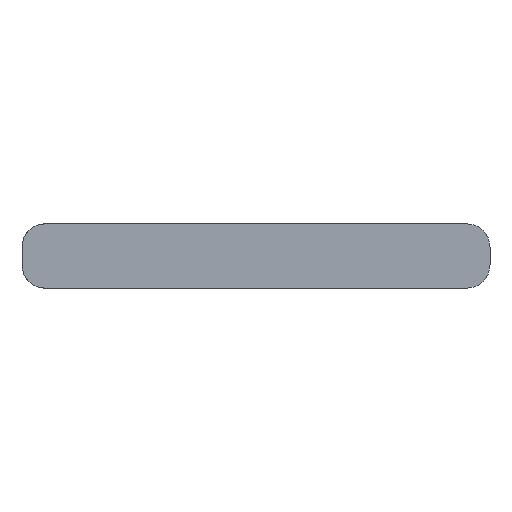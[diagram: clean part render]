
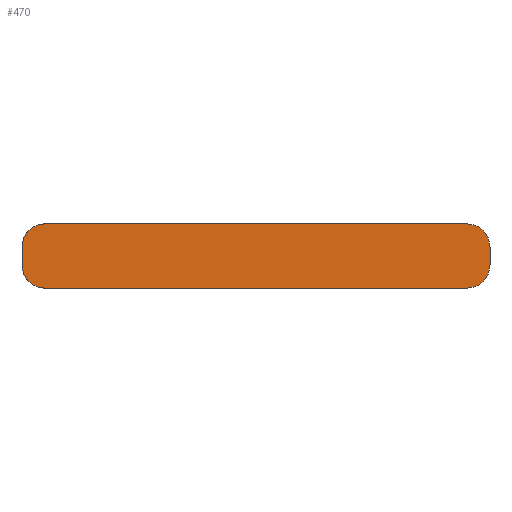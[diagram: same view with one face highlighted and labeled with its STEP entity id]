
A CAD part, front view. The second image highlights one B-rep face of the part: STEP entity #470.
In plain terms, the highlighted planar face has unit normal (0, -1, 0).
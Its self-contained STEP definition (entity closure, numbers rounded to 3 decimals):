
#95=CIRCLE('',#510,1.);
#97=CIRCLE('',#519,1.);
#98=CIRCLE('',#522,1.);
#99=CIRCLE('',#523,1.);
#166=ORIENTED_EDGE('',*,*,#240,.T.);
#167=ORIENTED_EDGE('',*,*,#274,.T.);
#168=ORIENTED_EDGE('',*,*,#270,.T.);
#169=ORIENTED_EDGE('',*,*,#275,.T.);
#170=ORIENTED_EDGE('',*,*,#252,.T.);
#171=ORIENTED_EDGE('',*,*,#269,.T.);
#172=ORIENTED_EDGE('',*,*,#232,.T.);
#173=ORIENTED_EDGE('',*,*,#263,.T.);
#232=EDGE_CURVE('',#293,#292,#332,.T.);
#240=EDGE_CURVE('',#301,#300,#339,.T.);
#252=EDGE_CURVE('',#313,#312,#349,.T.);
#263=EDGE_CURVE('',#292,#301,#95,.T.);
#269=EDGE_CURVE('',#312,#293,#97,.T.);
#270=EDGE_CURVE('',#318,#319,#354,.T.);
#274=EDGE_CURVE('',#300,#318,#98,.T.);
#275=EDGE_CURVE('',#319,#313,#99,.T.);
#292=VERTEX_POINT('',#733);
#293=VERTEX_POINT('',#735);
#300=VERTEX_POINT('',#750);
#301=VERTEX_POINT('',#752);
#312=VERTEX_POINT('',#775);
#313=VERTEX_POINT('',#777);
#318=VERTEX_POINT('',#807);
#319=VERTEX_POINT('',#808);
#332=LINE('',#734,#372);
#339=LINE('',#751,#379);
#349=LINE('',#776,#389);
#354=LINE('',#806,#394);
#372=VECTOR('',#569,1000.);
#379=VECTOR('',#580,1000.);
#389=VECTOR('',#596,1000.);
#394=VECTOR('',#641,1000.);
#414=EDGE_LOOP('',(#166,#167,#168,#169,#170,#171,#172,#173));
#436=FACE_BOUND('',#414,.T.);
#452=PLANE('',#521);
#470=ADVANCED_FACE('',(#436),#452,.T.);
#510=AXIS2_PLACEMENT_3D('',#795,#619,#620);
#519=AXIS2_PLACEMENT_3D('',#804,#637,#638);
#521=AXIS2_PLACEMENT_3D('',#814,#645,#646);
#522=AXIS2_PLACEMENT_3D('',#815,#647,#648);
#523=AXIS2_PLACEMENT_3D('',#816,#649,#650);
#569=DIRECTION('',(0.,0.,-1.));
#580=DIRECTION('',(1.,0.,0.));
#596=DIRECTION('',(-1.,0.,0.));
#619=DIRECTION('',(0.,-1.,0.));
#620=DIRECTION('',(0.,0.,-1.));
#637=DIRECTION('',(0.,-1.,0.));
#638=DIRECTION('',(0.,0.,-1.));
#641=DIRECTION('',(0.,0.,1.));
#645=DIRECTION('',(0.,-1.,0.));
#646=DIRECTION('',(0.,0.,-1.));
#647=DIRECTION('',(0.,-1.,0.));
#648=DIRECTION('',(0.,0.,-1.));
#649=DIRECTION('',(0.,-1.,0.));
#650=DIRECTION('',(0.,0.,-1.));
#733=CARTESIAN_POINT('',(0.,-130.,1.));
#734=CARTESIAN_POINT('',(0.,-130.,2.75));
#735=CARTESIAN_POINT('',(0.,-130.,1.75));
#750=CARTESIAN_POINT('',(19.,-130.,0.));
#751=CARTESIAN_POINT('',(0.,-130.,0.));
#752=CARTESIAN_POINT('',(1.,-130.,0.));
#775=CARTESIAN_POINT('',(1.,-130.,2.75));
#776=CARTESIAN_POINT('',(20.,-130.,2.75));
#777=CARTESIAN_POINT('',(19.,-130.,2.75));
#795=CARTESIAN_POINT('',(1.,-130.,1.));
#804=CARTESIAN_POINT('',(1.,-130.,1.75));
#806=CARTESIAN_POINT('',(20.,-130.,0.));
#807=CARTESIAN_POINT('',(20.,-130.,1.));
#808=CARTESIAN_POINT('',(20.,-130.,1.75));
#814=CARTESIAN_POINT('',(0.,-130.,0.));
#815=CARTESIAN_POINT('',(19.,-130.,1.));
#816=CARTESIAN_POINT('',(19.,-130.,1.75));
